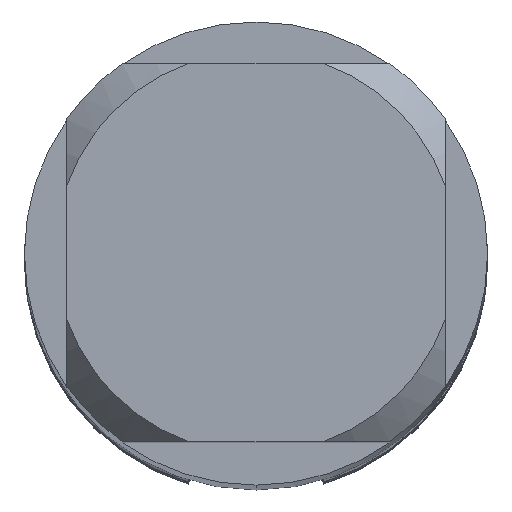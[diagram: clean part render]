
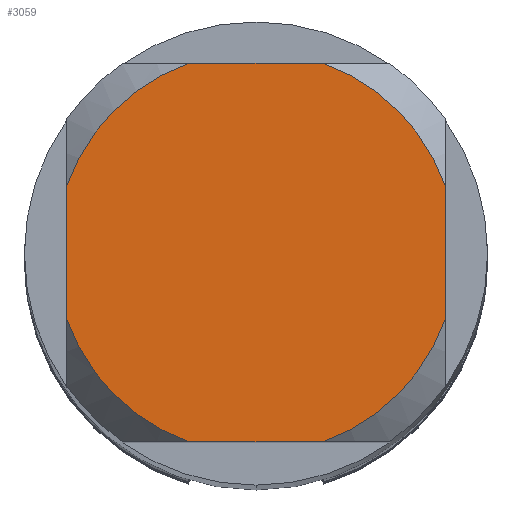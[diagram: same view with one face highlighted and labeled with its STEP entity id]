
A CAD part, top view. The second image highlights one B-rep face of the part: STEP entity #3059.
In plain terms, the highlighted planar face has unit normal (0, 0, 1).
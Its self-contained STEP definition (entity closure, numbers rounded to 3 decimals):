
#3059=ADVANCED_FACE('',(#7851),#7852,.T.);
#3403=EDGE_CURVE('',#3975,#5107,#8232,.T.);
#3541=VERTEX_POINT('',#8386);
#3889=EDGE_CURVE('',#5621,#4973,#8765,.T.);
#3975=VERTEX_POINT('',#8859);
#3983=EDGE_CURVE('',#5793,#4351,#8867,.T.);
#4351=VERTEX_POINT('',#9271);
#4657=EDGE_CURVE('',#5793,#4973,#9610,.T.);
#4733=EDGE_CURVE('',#5637,#4351,#9692,.T.);
#4875=EDGE_CURVE('',#3975,#3541,#9845,.T.);
#4973=VERTEX_POINT('',#9952);
#5107=VERTEX_POINT('',#10094);
#5373=EDGE_CURVE('',#5621,#3541,#10382,.T.);
#5621=VERTEX_POINT('',#10640);
#5637=VERTEX_POINT('',#10656);
#5793=VERTEX_POINT('',#10832);
#5811=EDGE_CURVE('',#5637,#5107,#10850,.T.);
#7851=FACE_OUTER_BOUND('',#13545,.T.);
#7852=PLANE('',#13546);
#8232=LINE('',#14146,#14147);
#8386=CARTESIAN_POINT('',(2.45,0.87,0.0));
#8765=CIRCLE('',#14975,2.6);
#8859=CARTESIAN_POINT('',(0.87,2.45,0.0));
#8867=CIRCLE('',#15131,2.6);
#9271=CARTESIAN_POINT('',(-2.45,-0.87,0.0));
#9610=LINE('',#16497,#16498);
#9692=LINE('',#16675,#16676);
#9845=CIRCLE('',#16921,2.6);
#9952=CARTESIAN_POINT('',(0.87,-2.45,0.0));
#10094=CARTESIAN_POINT('',(-0.87,2.45,0.0));
#10382=LINE('',#17857,#17858);
#10640=CARTESIAN_POINT('',(2.45,-0.87,0.0));
#10656=CARTESIAN_POINT('',(-2.45,0.87,0.0));
#10832=CARTESIAN_POINT('',(-0.87,-2.45,0.0));
#10850=CIRCLE('',#18746,2.6);
#13545=EDGE_LOOP('',(#22189,#22190,#22191,#22192,#22193,#22194,#22195,#22196));
#13546=AXIS2_PLACEMENT_3D('',#22197,#22198,#22199);
#14146=CARTESIAN_POINT('',(0.0,2.45,0.0));
#14147=VECTOR('',#22789,1.0);
#14975=AXIS2_PLACEMENT_3D('',#23373,#23374,#23375);
#15131=AXIS2_PLACEMENT_3D('',#23496,#23497,#23498);
#16497=CARTESIAN_POINT('',(0.0,-2.45,0.0));
#16498=VECTOR('',#24300,1.0);
#16675=CARTESIAN_POINT('',(-2.45,0.65,0.0));
#16676=VECTOR('',#24392,1.0);
#16921=AXIS2_PLACEMENT_3D('',#24542,#24543,#24544);
#17857=CARTESIAN_POINT('',(2.45,0.65,0.0));
#17858=VECTOR('',#25233,1.0);
#18746=AXIS2_PLACEMENT_3D('',#25651,#25652,#25653);
#22189=ORIENTED_EDGE('',*,*,#4733,.T.);
#22190=ORIENTED_EDGE('',*,*,#3983,.F.);
#22191=ORIENTED_EDGE('',*,*,#4657,.T.);
#22192=ORIENTED_EDGE('',*,*,#3889,.F.);
#22193=ORIENTED_EDGE('',*,*,#5373,.T.);
#22194=ORIENTED_EDGE('',*,*,#4875,.F.);
#22195=ORIENTED_EDGE('',*,*,#3403,.T.);
#22196=ORIENTED_EDGE('',*,*,#5811,.F.);
#22197=CARTESIAN_POINT('',(0.0,1.3,0.0));
#22198=DIRECTION('',(-0.0,0.0,1.0));
#22199=DIRECTION('',(0.0,-1.0,0.0));
#22789=DIRECTION('',(-1.0,0.0,0.0));
#23373=CARTESIAN_POINT('',(0.0,0.0,0.0));
#23374=DIRECTION('',(0.0,0.0,-1.0));
#23375=DIRECTION('',(0.0,1.0,0.0));
#23496=CARTESIAN_POINT('',(0.0,0.0,0.0));
#23497=DIRECTION('',(0.0,0.0,-1.0));
#23498=DIRECTION('',(0.0,1.0,0.0));
#24300=DIRECTION('',(1.0,0.0,0.0));
#24392=DIRECTION('',(-0.0,-1.0,0.0));
#24542=CARTESIAN_POINT('',(0.0,0.0,0.0));
#24543=DIRECTION('',(0.0,0.0,-1.0));
#24544=DIRECTION('',(0.0,1.0,0.0));
#25233=DIRECTION('',(-0.0,1.0,0.0));
#25651=CARTESIAN_POINT('',(0.0,0.0,0.0));
#25652=DIRECTION('',(0.0,0.0,-1.0));
#25653=DIRECTION('',(0.0,1.0,0.0));
